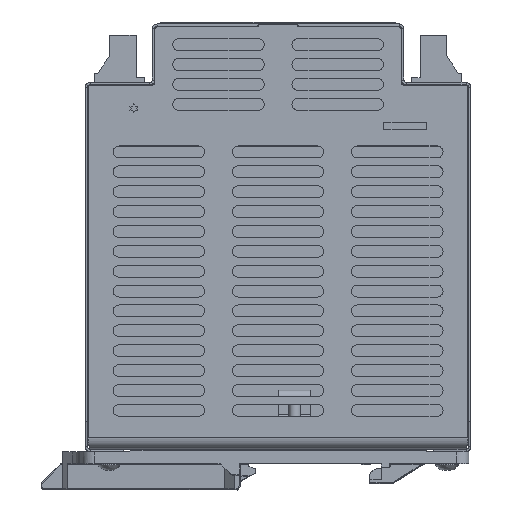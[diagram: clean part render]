
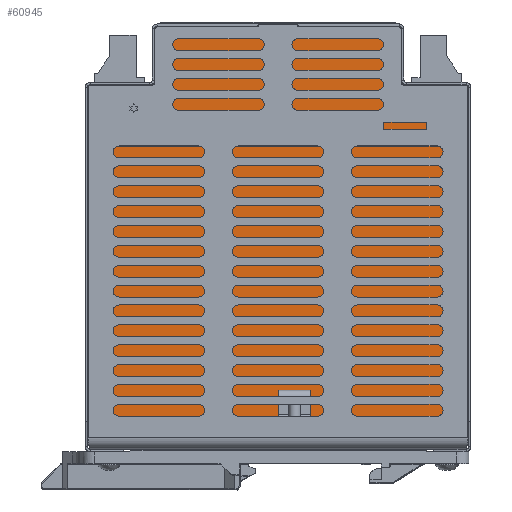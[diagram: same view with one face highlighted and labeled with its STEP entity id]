
A CAD part, top view. The second image highlights one B-rep face of the part: STEP entity #60945.
In plain terms, the highlighted planar face has unit normal (0, 0, 1).
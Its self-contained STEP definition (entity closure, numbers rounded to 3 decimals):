
#18006=DIRECTION('',(1.,0.,0.));
#18007=VECTOR('',#18006,95.5);
#18008=CARTESIAN_POINT('',(-47.75,3.6,-28.625));
#18009=LINE('',#18008,#18007);
#18040=DIRECTION('',(0.,-1.,0.));
#18041=VECTOR('',#18040,87.85);
#18042=CARTESIAN_POINT('',(-47.75,91.45,-28.625));
#18043=LINE('',#18042,#18041);
#18117=CARTESIAN_POINT('',(31.75,92.95,-28.625));
#18118=DIRECTION('',(0.,0.,-1.));
#18119=DIRECTION('',(0.,-1.,0.));
#18120=AXIS2_PLACEMENT_3D('',#18117,#18118,#18119);
#18142=DIRECTION('',(0.,-1.,0.));
#18143=VECTOR('',#18142,87.85);
#18144=CARTESIAN_POINT('',(47.75,91.45,-28.625));
#18145=LINE('',#18144,#18143);
#18154=CARTESIAN_POINT('',(30.25,106.15,-28.625));
#18155=DIRECTION('',(0.,0.,1.));
#18156=DIRECTION('',(1.,0.,0.));
#18157=AXIS2_PLACEMENT_3D('',#18154,#18155,#18156);
#18159=DIRECTION('',(0.,-1.,0.));
#18160=VECTOR('',#18159,13.2);
#18161=CARTESIAN_POINT('',(31.,106.15,-28.625));
#18162=LINE('',#18161,#18160);
#18163=DIRECTION('',(-1.,0.,0.));
#18164=VECTOR('',#18163,15.25);
#18165=CARTESIAN_POINT('',(47.,92.2,-28.625));
#18166=LINE('',#18165,#18164);
#18167=CARTESIAN_POINT('',(47.,91.45,-28.625));
#18168=DIRECTION('',(0.,0.,1.));
#18169=DIRECTION('',(1.,0.,0.));
#18170=AXIS2_PLACEMENT_3D('',#18167,#18168,#18169);
#18172=CARTESIAN_POINT('',(-47.,91.45,-28.625));
#18173=DIRECTION('',(0.,0.,1.));
#18174=DIRECTION('',(0.,1.,0.));
#18175=AXIS2_PLACEMENT_3D('',#18172,#18173,#18174);
#18177=DIRECTION('',(1.,0.,0.));
#18178=VECTOR('',#18177,15.25);
#18179=CARTESIAN_POINT('',(-47.,92.2,-28.625));
#18180=LINE('',#18179,#18178);
#18181=DIRECTION('',(0.,-1.,0.));
#18182=VECTOR('',#18181,13.2);
#18183=CARTESIAN_POINT('',(-31.,106.15,-28.625));
#18184=LINE('',#18183,#18182);
#18185=CARTESIAN_POINT('',(-30.25,106.15,-28.625));
#18186=DIRECTION('',(0.,0.,1.));
#18187=DIRECTION('',(0.,1.,0.));
#18188=AXIS2_PLACEMENT_3D('',#18185,#18186,#18187);
#18190=DIRECTION('',(1.,0.,0.));
#18191=VECTOR('',#18190,25.25);
#18192=CARTESIAN_POINT('',(-30.25,106.9,-28.625));
#18193=LINE('',#18192,#18191);
#18194=DIRECTION('',(0.,-1.,0.));
#18195=VECTOR('',#18194,0.6);
#18196=CARTESIAN_POINT('',(-5.,107.5,-28.625));
#18197=LINE('',#18196,#18195);
#18198=DIRECTION('',(-1.,0.,0.));
#18199=VECTOR('',#18198,10.);
#18200=CARTESIAN_POINT('',(5.,107.5,-28.625));
#18201=LINE('',#18200,#18199);
#18202=DIRECTION('',(0.,1.,0.));
#18203=VECTOR('',#18202,0.6);
#18204=CARTESIAN_POINT('',(5.,106.9,-28.625));
#18205=LINE('',#18204,#18203);
#18206=DIRECTION('',(1.,0.,0.));
#18207=VECTOR('',#18206,25.25);
#18208=CARTESIAN_POINT('',(5.,106.9,-28.625));
#18209=LINE('',#18208,#18207);
#18223=CARTESIAN_POINT('',(-31.75,92.95,-28.625));
#18224=DIRECTION('',(0.,0.,-1.));
#18225=DIRECTION('',(1.,0.,0.));
#18226=AXIS2_PLACEMENT_3D('',#18223,#18224,#18225);
#33693=CARTESIAN_POINT('',(5.,106.9,-28.625));
#33694=CARTESIAN_POINT('',(5.,107.5,-28.625));
#33695=VERTEX_POINT('',#33693);
#33696=VERTEX_POINT('',#33694);
#33697=CARTESIAN_POINT('',(-5.,107.5,-28.625));
#33698=VERTEX_POINT('',#33697);
#33699=CARTESIAN_POINT('',(-5.,106.9,-28.625));
#33700=VERTEX_POINT('',#33699);
#34649=CARTESIAN_POINT('',(31.,106.15,-28.625));
#34650=VERTEX_POINT('',#34649);
#34651=CARTESIAN_POINT('',(30.25,106.9,-28.625));
#34652=VERTEX_POINT('',#34651);
#34657=CARTESIAN_POINT('',(-30.25,106.9,-28.625));
#34658=VERTEX_POINT('',#34657);
#34659=CARTESIAN_POINT('',(-31.,106.15,-28.625));
#34660=VERTEX_POINT('',#34659);
#34686=CARTESIAN_POINT('',(31.,92.95,-28.625));
#34688=VERTEX_POINT('',#34686);
#34690=CARTESIAN_POINT('',(31.75,92.2,-28.625));
#34692=VERTEX_POINT('',#34690);
#34694=CARTESIAN_POINT('',(-31.75,92.2,-28.625));
#34696=VERTEX_POINT('',#34694);
#34698=CARTESIAN_POINT('',(-31.,92.95,-28.625));
#34700=VERTEX_POINT('',#34698);
#34721=CARTESIAN_POINT('',(47.75,91.45,-28.625));
#34722=VERTEX_POINT('',#34721);
#34723=CARTESIAN_POINT('',(47.,92.2,-28.625));
#34724=VERTEX_POINT('',#34723);
#34729=CARTESIAN_POINT('',(-47.,92.2,-28.625));
#34730=VERTEX_POINT('',#34729);
#34731=CARTESIAN_POINT('',(-47.75,91.45,-28.625));
#34732=VERTEX_POINT('',#34731);
#34737=CARTESIAN_POINT('',(47.75,3.6,-28.625));
#34738=VERTEX_POINT('',#34737);
#34745=CARTESIAN_POINT('',(-47.75,3.6,-28.625));
#34746=VERTEX_POINT('',#34745);
#60911=CARTESIAN_POINT('',(-47.75,106.9,-28.625));
#60912=DIRECTION('',(0.,0.,-1.));
#60913=DIRECTION('',(0.,-1.,0.));
#60914=AXIS2_PLACEMENT_3D('',#60911,#60912,#60913);
#60915=PLANE('',#60914);
#60916=ORIENTED_EDGE('',*,*,#60809,.F.);
#60917=ORIENTED_EDGE('',*,*,#60825,.T.);
#60918=ORIENTED_EDGE('',*,*,#60839,.F.);
#60919=ORIENTED_EDGE('',*,*,#60851,.F.);
#60920=ORIENTED_EDGE('',*,*,#60866,.F.);
#60921=ORIENTED_EDGE('',*,*,#60881,.T.);
#60922=ORIENTED_EDGE('',*,*,#60680,.F.);
#60923=ORIENTED_EDGE('',*,*,#60737,.F.);
#60924=ORIENTED_EDGE('',*,*,#60754,.F.);
#60926=ORIENTED_EDGE('',*,*,#60925,.T.);
#60928=ORIENTED_EDGE('',*,*,#60927,.F.);
#60930=ORIENTED_EDGE('',*,*,#60929,.F.);
#60932=ORIENTED_EDGE('',*,*,#60931,.F.);
#60934=ORIENTED_EDGE('',*,*,#60933,.T.);
#60936=ORIENTED_EDGE('',*,*,#60935,.F.);
#60938=ORIENTED_EDGE('',*,*,#60937,.F.);
#60940=ORIENTED_EDGE('',*,*,#60939,.F.);
#60942=ORIENTED_EDGE('',*,*,#60941,.T.);
#60943=EDGE_LOOP('',(#60916,#60917,#60918,#60919,#60920,#60921,#60922,#60923,
#60924,#60926,#60928,#60930,#60932,#60934,#60936,#60938,#60940,#60942));
#60944=FACE_OUTER_BOUND('',#60943,.F.);
#60945=ADVANCED_FACE('',(#60944),#60915,.F.);
#18121=CIRCLE('',#18120,0.75);
#18158=CIRCLE('',#18157,0.75);
#18171=CIRCLE('',#18170,0.75);
#18176=CIRCLE('',#18175,0.75);
#18189=CIRCLE('',#18188,0.75);
#18227=CIRCLE('',#18226,0.75);
#60680=EDGE_CURVE('',#34746,#34738,#18009,.T.);
#60737=EDGE_CURVE('',#34732,#34746,#18043,.T.);
#60754=EDGE_CURVE('',#34730,#34732,#18176,.T.);
#60809=EDGE_CURVE('',#34650,#34652,#18158,.T.);
#60825=EDGE_CURVE('',#34650,#34688,#18162,.T.);
#60839=EDGE_CURVE('',#34692,#34688,#18121,.T.);
#60851=EDGE_CURVE('',#34724,#34692,#18166,.T.);
#60866=EDGE_CURVE('',#34722,#34724,#18171,.T.);
#60881=EDGE_CURVE('',#34722,#34738,#18145,.T.);
#60925=EDGE_CURVE('',#34730,#34696,#18180,.T.);
#60927=EDGE_CURVE('',#34700,#34696,#18227,.T.);
#60929=EDGE_CURVE('',#34660,#34700,#18184,.T.);
#60931=EDGE_CURVE('',#34658,#34660,#18189,.T.);
#60933=EDGE_CURVE('',#34658,#33700,#18193,.T.);
#60935=EDGE_CURVE('',#33698,#33700,#18197,.T.);
#60937=EDGE_CURVE('',#33696,#33698,#18201,.T.);
#60939=EDGE_CURVE('',#33695,#33696,#18205,.T.);
#60941=EDGE_CURVE('',#33695,#34652,#18209,.T.);
